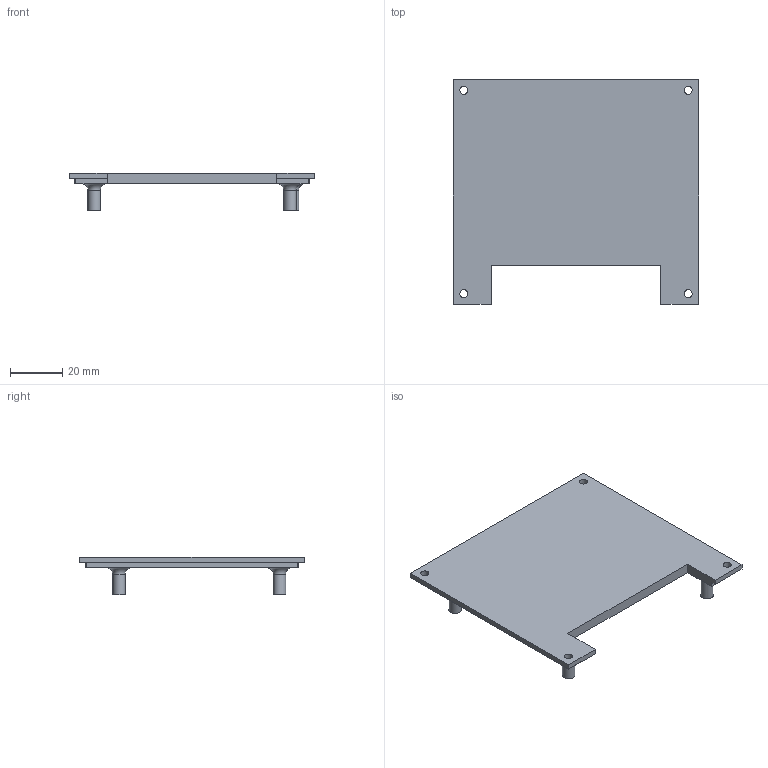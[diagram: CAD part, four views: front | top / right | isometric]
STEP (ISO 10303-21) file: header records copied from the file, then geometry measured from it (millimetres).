
FILE_DESCRIPTION(/* description */ (''),/* implementation_level */ '2;1');
FILE_NAME(/* name */ 'ESP32-A1S Case (Lid).step',/* time_stamp */ '2022-04-09T00:11:09-07:00',/* author */ (''),/* organization */ (''),/* preprocessor_version */ 'ST-DEVELOPER v18.1',/* originating_system */ 'Autodesk Translation Framework v10.13.0.1454',/* authorisation */ '');
FILE_SCHEMA (('AUTOMOTIVE_DESIGN { 1 0 10303 214 3 1 1 }'));
Length unit declared in the file: millimetre
Products named in the file (2): ESP32-A1S Case; Component1
Assembly tree (1 placements, depth 2):
  ESP32-A1S Case
    Component1
Bounding box: 94 x 86 x 14.37 mm (x, y, z)
Volume: 27894.2 mm3; surface area: 16585.8 mm2
Topology: 1 solids, 1 shells, 44 faces, 98 edges, 64 vertices
Faces by surface type: plane 24, cylinder 16, torus 4
Full cylindrical faces by diameter (mm): 2.7 x4, 3.1 x4, 4.8 x4
Entity records: 1306 total; most frequent: DIRECTION 232, CARTESIAN_POINT 209, ORIENTED_EDGE 196, EDGE_CURVE 98, AXIS2_PLACEMENT_3D 87, VERTEX_POINT 64, EDGE_LOOP 60, LINE 58
